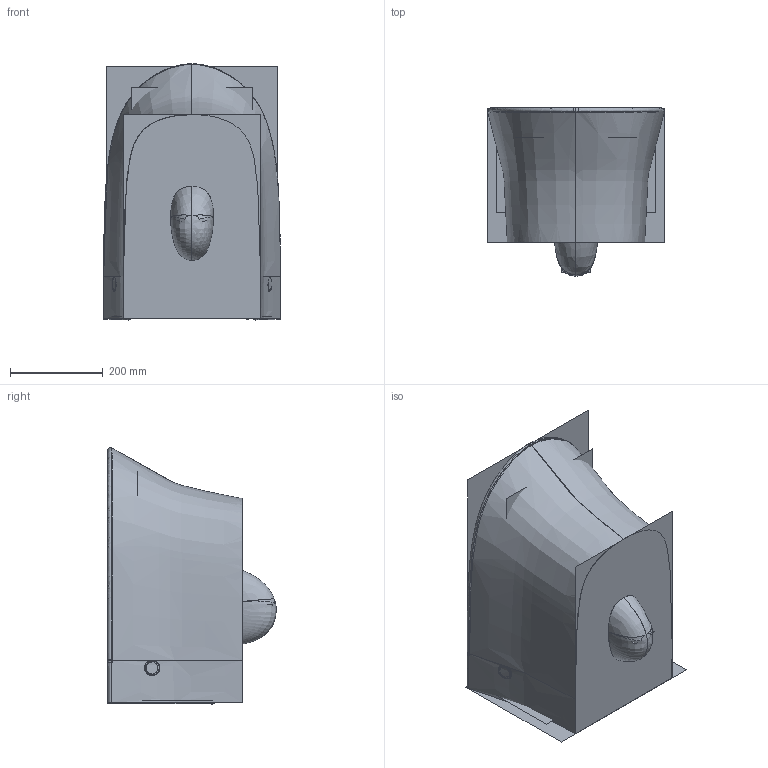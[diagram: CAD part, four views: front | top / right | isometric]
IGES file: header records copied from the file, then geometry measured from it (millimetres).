
Start section: JAMA-IS VERSION  1.0  PTC IGES file: CCAS2140-0220400F0_3D.igs
Global section: file name: CCAS2140-0220400F0_3D.igs; native system: Creo Parametric by PTC Inc.; preprocessor: 2019224; author: 10113209; organization: Unknown; date: 20200108.161000; units: millimetre
Bounding box: 380.95 x 362.83 x 552.39 mm (x, y, z)
Surface area: 3625994.9 mm2 (no closed solid volume)
Topology: 0 solids, 0 shells, 418 faces, 6066 edges, 7849 vertices
Faces by surface type: bspline 418
